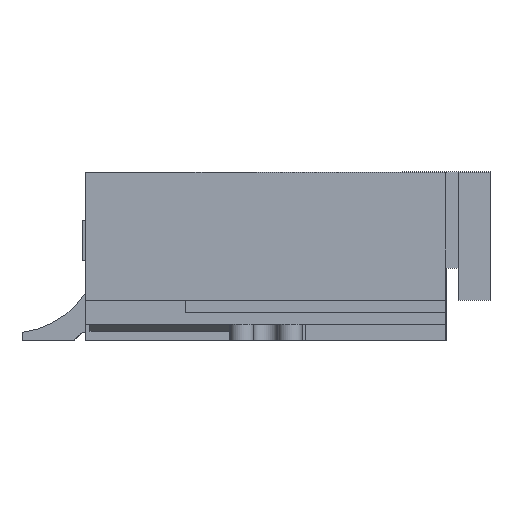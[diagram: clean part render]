
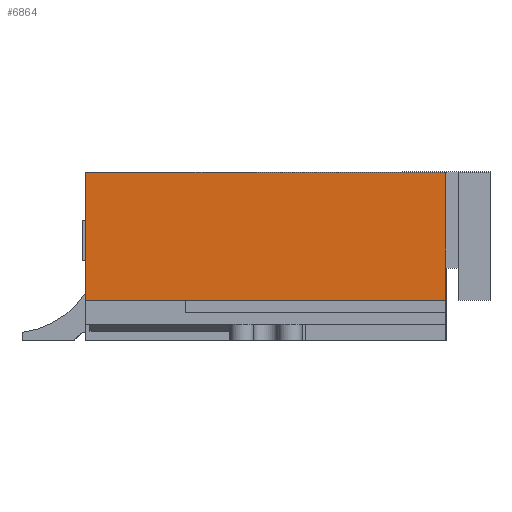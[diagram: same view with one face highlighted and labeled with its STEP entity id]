
A CAD part, left-side view. The second image highlights one B-rep face of the part: STEP entity #6864.
In plain terms, the highlighted planar face has unit normal (-1, 0, 0).
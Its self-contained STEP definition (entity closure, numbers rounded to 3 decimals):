
#6864=ADVANCED_FACE('',(#12108),#12110,.F.);
#12108=FACE_BOUND('',#12109,.T.);
#12109=EDGE_LOOP('',(#16567,#16568,#16569,#16570));
#12110=PLANE('',#12111);
#12111=AXIS2_PLACEMENT_3D('',#12112,#12113,#12114);
#12112=CARTESIAN_POINT('',(-2.4,0.,0.));
#12113=DIRECTION('',(1.,0.,0.));
#12114=DIRECTION('',(0.,1.,0.));
#16567=ORIENTED_EDGE('',*,*,#18797,.F.);
#16568=ORIENTED_EDGE('',*,*,#18794,.F.);
#16569=ORIENTED_EDGE('',*,*,#18791,.F.);
#16570=ORIENTED_EDGE('',*,*,#18787,.F.);
#18787=EDGE_CURVE('',#22440,#22441,#22442,.T.);
#18791=EDGE_CURVE('',#22441,#22448,#22449,.T.);
#18794=EDGE_CURVE('',#22448,#22453,#22454,.T.);
#18797=EDGE_CURVE('',#22453,#22440,#22458,.T.);
#22440=VERTEX_POINT('',#30685);
#22441=VERTEX_POINT('',#30686);
#22442=LINE('',#30687,#30688);
#22448=VERTEX_POINT('',#30701);
#22449=LINE('',#30702,#30703);
#22453=VERTEX_POINT('',#30712);
#22454=LINE('',#30713,#30714);
#22458=LINE('',#30723,#30724);
#30685=CARTESIAN_POINT('',(-2.4,-5.25,0.5));
#30686=CARTESIAN_POINT('',(-2.4,-0.75,0.5));
#30687=CARTESIAN_POINT('',(-2.4,-5.25,0.5));
#30688=VECTOR('',#30689,1.);
#30689=DIRECTION('',(0.,1.,0.));
#30701=CARTESIAN_POINT('',(-2.4,-0.75,2.1));
#30702=CARTESIAN_POINT('',(-2.4,-0.75,0.5));
#30703=VECTOR('',#30704,1.);
#30704=DIRECTION('',(0.,0.,1.));
#30712=CARTESIAN_POINT('',(-2.4,-5.25,2.1));
#30713=CARTESIAN_POINT('',(-2.4,-0.75,2.1));
#30714=VECTOR('',#30715,1.);
#30715=DIRECTION('',(0.,-1.,0.));
#30723=CARTESIAN_POINT('',(-2.4,-5.25,2.1));
#30724=VECTOR('',#30725,1.);
#30725=DIRECTION('',(0.,0.,-1.));
